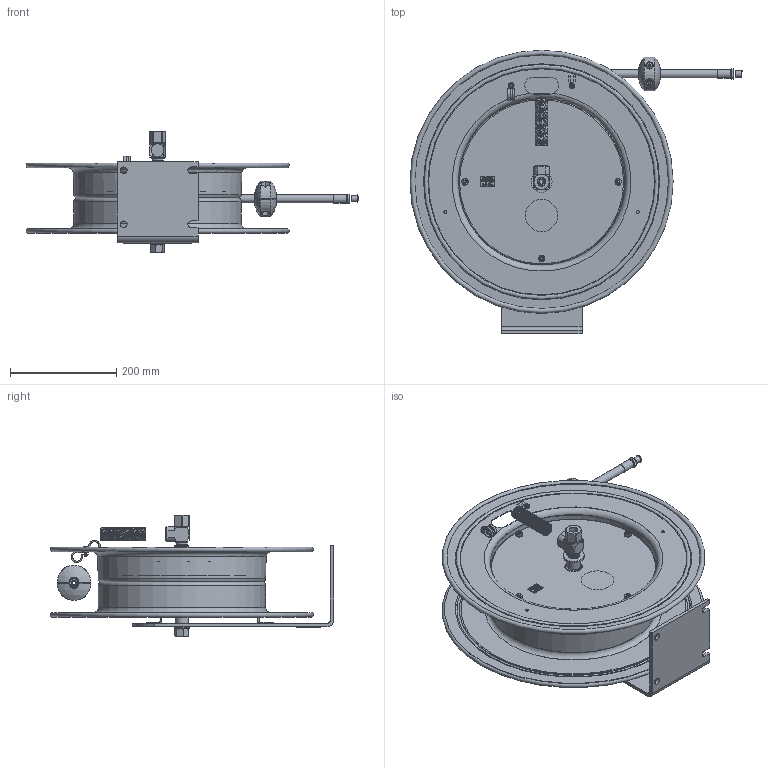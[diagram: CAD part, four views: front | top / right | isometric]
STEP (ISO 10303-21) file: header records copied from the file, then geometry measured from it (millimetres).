
FILE_DESCRIPTION(/* description */ (''),/* implementation_level */ '2;1');
FILE_NAME(/* name */ 'E-LP-350_SHARED.stp',/* time_stamp */ '2020-02-13T00:37:26-07:00',/* author */ ('NMelton'),/* organization */ (''),/* preprocessor_version */ 'ST-DEVELOPER v17',/* originating_system */ 'Autodesk Inventor 2019',/* authorisation */ '');
FILE_SCHEMA (('AUTOMOTIVE_DESIGN { 1 0 10303 214 3 1 1 }'));
Products named in the file (1): E-LP-350_SHARED
Bounding box: 624.97 x 533.4 x 227.86 mm (x, y, z)
Surface area: 1255137.3 mm2 (no closed solid volume)
Topology: 0 solids, 224 shells, 2169 faces, 11459 edges, 9261 vertices
Faces by surface type: plane 1205, cylinder 582, bspline 205, cone 127, torus 44, sphere 6
Full cylindrical faces by diameter (mm): 2.159 x2, 3.962 x2, 4.7 x46, 4.826 x2, 4.978 x1, 5.182 x2, 5.588 x2, 6.35 x51, 8.89 x1, 9.525 x1, 10.414 x1, 11.938 x1, 12.497 x2, 12.7 x2, 13.462 x2, 14.224 x1, 14.859 x1, 15.24 x1, 15.875 x1, 16.332 x1, 17.882 x1, 19.05 x1, 19.304 x1, 20.574 x1, 20.625 x1, 25.362 x1, 31.623 x1, 33.274 x1, 39.624 x1, 60.96 x1
Entity records: 138130 total; most frequent: CARTESIAN_POINT 54973, ORIENTED_EDGE 15799, DIRECTION 13784, EDGE_CURVE 11458, VERTEX_POINT 9261, LINE 6106, VECTOR 6106, AXIS2_PLACEMENT_3D 3839
